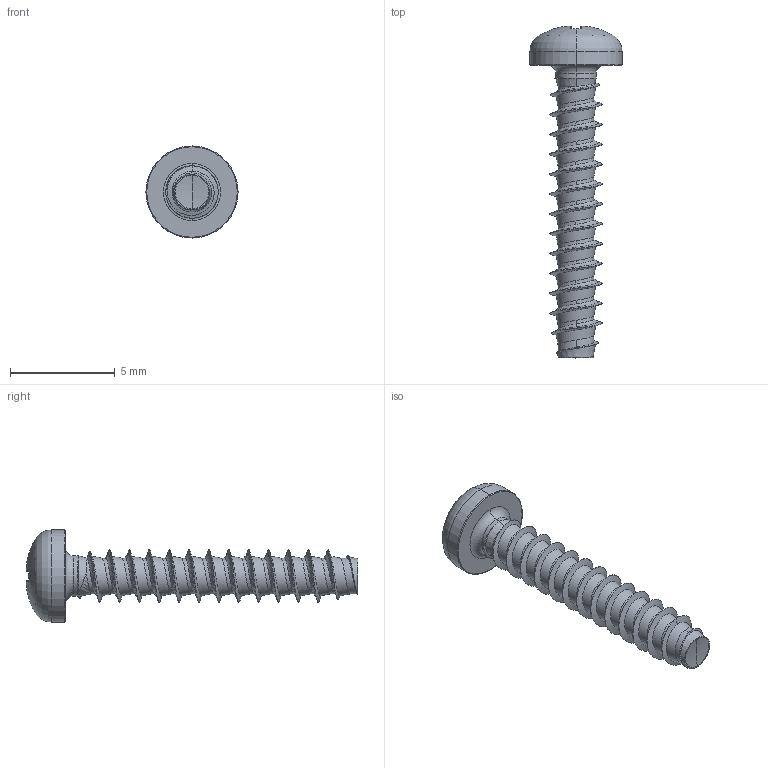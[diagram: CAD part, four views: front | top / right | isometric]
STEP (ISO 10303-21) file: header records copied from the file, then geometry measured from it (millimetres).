
FILE_DESCRIPTION (( 'STEP AP203' ), '1' );
FILE_NAME ('STP220250140.STEP', '2017-08-15T02:37:47', ( '' ), ( '' ), 'SwSTEP 2.0', 'SolidWorks 2015', '' );
FILE_SCHEMA (( 'CONFIG_CONTROL_DESIGN' ));
Length unit declared in the file: millimetre
Products named in the file (1): STP220250140
Bounding box: 4.4 x 15.87 x 4.4 mm (x, y, z)
Volume: 60 mm3; surface area: 177.2 mm2
Topology: 1 solids, 1 shells, 195 faces, 470 edges, 277 vertices
Faces by surface type: bspline 55, cylinder 54, plane 30, torus 28, sphere 20, cone 8
Entity records: 23158 total; most frequent: CARTESIAN_POINT 19079, ORIENTED_EDGE 936, DIRECTION 742, EDGE_CURVE 468, AXIS2_PLACEMENT_3D 322, VERTEX_POINT 277, EDGE_LOOP 197, ADVANCED_FACE 195
